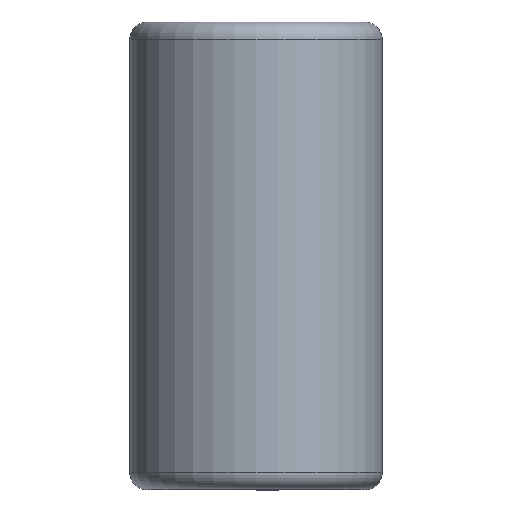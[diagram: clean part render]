
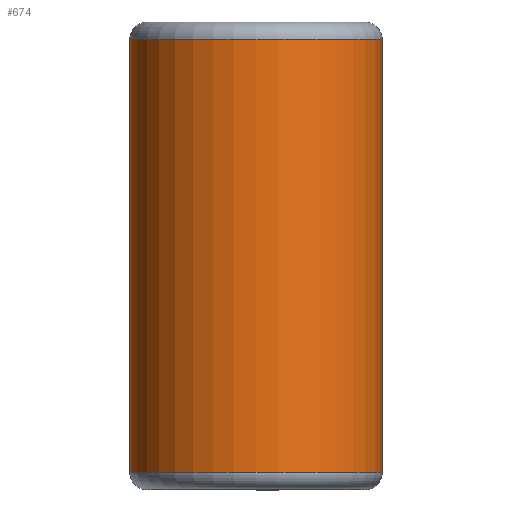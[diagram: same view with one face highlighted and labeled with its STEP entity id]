
A CAD part, top view. The second image highlights one B-rep face of the part: STEP entity #674.
In plain terms, the highlighted cylindrical face has radius 5.575 mm (diameter 11.151 mm), a partial arc.
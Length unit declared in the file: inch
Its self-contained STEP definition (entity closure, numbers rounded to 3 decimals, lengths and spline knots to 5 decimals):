
#156 = AXIS2_PLACEMENT_3D ( 'NONE', #1716, #287, #1936 ) ;
#167 = FACE_OUTER_BOUND ( 'NONE', #2208, .T. ) ;
#273 = AXIS2_PLACEMENT_3D ( 'NONE', #283, #517, #1721 ) ;
#283 = CARTESIAN_POINT ( 'NONE',  ( 0., 0.375, 0.25 ) ) ;
#287 = DIRECTION ( 'NONE',  ( 0., -1., 0. ) ) ;
#367 = CIRCLE ( 'NONE', #2277, 0.2195 ) ;
#517 = DIRECTION ( 'NONE',  ( 0., -1., 0. ) ) ;
#674 = ADVANCED_FACE ( 'NONE', ( #167 ), #1561, .T. ) ;
#772 = VERTEX_POINT ( 'NONE', #1511 ) ;
#848 = CARTESIAN_POINT ( 'NONE',  ( -0.2195, 0.37625, 0.25 ) ) ;
#857 = DIRECTION ( 'NONE',  ( 0., 1., 0. ) ) ;
#992 = EDGE_CURVE ( 'NONE', #1416, #772, #1078, .T. ) ;
#993 = EDGE_CURVE ( 'NONE', #2560, #2001, #2878, .T. ) ;
#1037 = CIRCLE ( 'NONE', #156, 0.2195 ) ;
#1078 = LINE ( 'NONE', #848, #2810 ) ;
#1108 = CARTESIAN_POINT ( 'NONE',  ( 0.2195, 0.37625, 0.25 ) ) ;
#1194 = CARTESIAN_POINT ( 'NONE',  ( -0.2195, -0.37625, 0.25 ) ) ;
#1309 = CARTESIAN_POINT ( 'NONE',  ( 0., -0.37625, 0.25 ) ) ;
#1315 = EDGE_CURVE ( 'NONE', #2001, #772, #1037, .T. ) ;
#1344 = ORIENTED_EDGE ( 'NONE', *, *, #1607, .F. ) ;
#1355 = DIRECTION ( 'NONE',  ( 0., 1., 0. ) ) ;
#1416 = VERTEX_POINT ( 'NONE', #1194 ) ;
#1511 = CARTESIAN_POINT ( 'NONE',  ( -0.2195, 0.37625, 0.25 ) ) ;
#1535 = DIRECTION ( 'NONE',  ( 0., 0., -1. ) ) ;
#1561 = CYLINDRICAL_SURFACE ( 'NONE', #273, 0.2195 ) ;
#1607 = EDGE_CURVE ( 'NONE', #2560, #1416, #367, .T. ) ;
#1640 = VECTOR ( 'NONE', #1355, 39.37008 ) ;
#1662 = CARTESIAN_POINT ( 'NONE',  ( 0.2195, 0.37625, 0.25 ) ) ;
#1716 = CARTESIAN_POINT ( 'NONE',  ( 0., 0.37625, 0.25 ) ) ;
#1721 = DIRECTION ( 'NONE',  ( 0., 0., -1. ) ) ;
#1860 = ORIENTED_EDGE ( 'NONE', *, *, #992, .F. ) ;
#1936 = DIRECTION ( 'NONE',  ( 0., 0., -1. ) ) ;
#1991 = CARTESIAN_POINT ( 'NONE',  ( 0.2195, -0.37625, 0.25 ) ) ;
#2001 = VERTEX_POINT ( 'NONE', #1662 ) ;
#2208 = EDGE_LOOP ( 'NONE', ( #2564, #2921, #1860, #1344 ) ) ;
#2277 = AXIS2_PLACEMENT_3D ( 'NONE', #1309, #2859, #1535 ) ;
#2560 = VERTEX_POINT ( 'NONE', #1991 ) ;
#2564 = ORIENTED_EDGE ( 'NONE', *, *, #993, .T. ) ;
#2810 = VECTOR ( 'NONE', #857, 39.37008 ) ;
#2859 = DIRECTION ( 'NONE',  ( 0., -1., 0. ) ) ;
#2878 = LINE ( 'NONE', #1108, #1640 ) ;
#2921 = ORIENTED_EDGE ( 'NONE', *, *, #1315, .T. ) ;
